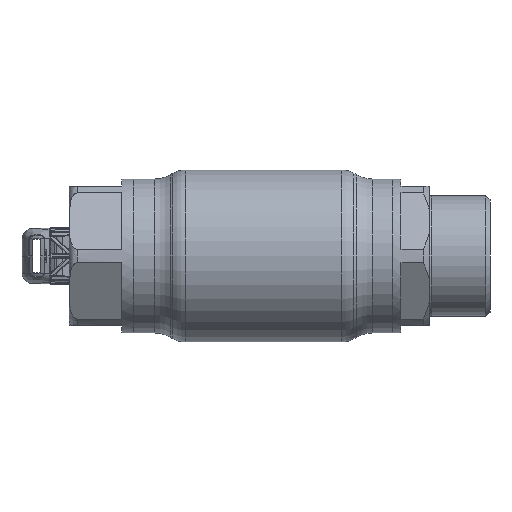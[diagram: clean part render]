
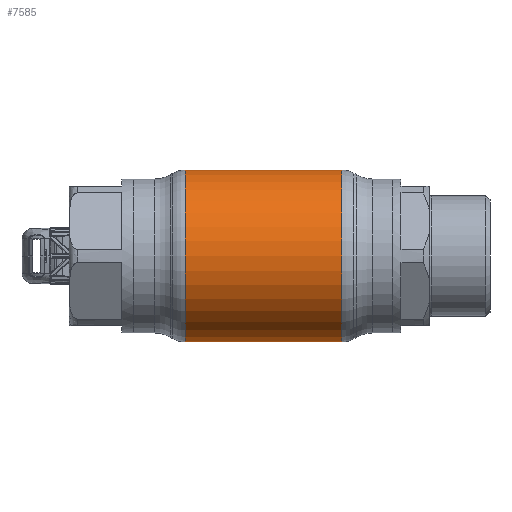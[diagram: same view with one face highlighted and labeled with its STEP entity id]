
A CAD part, front view. The second image highlights one B-rep face of the part: STEP entity #7585.
In plain terms, the highlighted cylindrical face has radius 42.5 mm (diameter 85 mm), a partial arc.
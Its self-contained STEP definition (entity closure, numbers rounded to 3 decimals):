
#255 = VECTOR ( 'NONE', #36207, 1000. ) ;
#1659 = VERTEX_POINT ( 'NONE', #47547 ) ;
#2273 = VERTEX_POINT ( 'NONE', #21363 ) ;
#2371 = CARTESIAN_POINT ( 'NONE',  ( -62.69, 0., -42.5 ) ) ;
#3667 = VERTEX_POINT ( 'NONE', #27659 ) ;
#5099 = AXIS2_PLACEMENT_3D ( 'NONE', #9388, #34119, #53023 ) ;
#5364 = EDGE_LOOP ( 'NONE', ( #41894, #51749, #53416, #29774 ) ) ;
#7585 = ADVANCED_FACE ( 'NONE', ( #54524 ), #27359, .T. ) ;
#9388 = CARTESIAN_POINT ( 'NONE',  ( -38.749, 0., 0. ) ) ;
#10589 = CARTESIAN_POINT ( 'NONE',  ( -62.69, 0., 0. ) ) ;
#16241 = LINE ( 'NONE', #2371, #255 ) ;
#20100 = AXIS2_PLACEMENT_3D ( 'NONE', #26730, #22265, #55938 ) ;
#20233 = DIRECTION ( 'NONE',  ( -1., 0., 0. ) ) ;
#21363 = CARTESIAN_POINT ( 'NONE',  ( -38.749, 0., -42.5 ) ) ;
#22265 = DIRECTION ( 'NONE',  ( -1., 0., 0. ) ) ;
#22540 = CARTESIAN_POINT ( 'NONE',  ( -38.749, 0., 42.5 ) ) ;
#24484 = CARTESIAN_POINT ( 'NONE',  ( -62.69, 0., 42.5 ) ) ;
#25618 = DIRECTION ( 'NONE',  ( 0., 0., 1. ) ) ;
#25869 = CIRCLE ( 'NONE', #20100, 42.5 ) ;
#26730 = CARTESIAN_POINT ( 'NONE',  ( 38.749, 0., 0. ) ) ;
#27359 = CYLINDRICAL_SURFACE ( 'NONE', #49231, 42.5 ) ;
#27659 = CARTESIAN_POINT ( 'NONE',  ( 38.749, 0., 42.5 ) ) ;
#27803 = EDGE_CURVE ( 'NONE', #1659, #3667, #25869, .T. ) ;
#28818 = VECTOR ( 'NONE', #20233, 1000. ) ;
#29774 = ORIENTED_EDGE ( 'NONE', *, *, #42119, .F. ) ;
#31459 = VERTEX_POINT ( 'NONE', #22540 ) ;
#32662 = CIRCLE ( 'NONE', #5099, 42.5 ) ;
#34119 = DIRECTION ( 'NONE',  ( -1., 0., 0. ) ) ;
#35439 = EDGE_CURVE ( 'NONE', #1659, #2273, #16241, .T. ) ;
#36207 = DIRECTION ( 'NONE',  ( -1., 0., 0. ) ) ;
#41894 = ORIENTED_EDGE ( 'NONE', *, *, #35439, .F. ) ;
#42119 = EDGE_CURVE ( 'NONE', #2273, #31459, #32662, .T. ) ;
#42341 = LINE ( 'NONE', #24484, #28818 ) ;
#47547 = CARTESIAN_POINT ( 'NONE',  ( 38.749, 0., -42.5 ) ) ;
#49231 = AXIS2_PLACEMENT_3D ( 'NONE', #10589, #58464, #25618 ) ;
#51749 = ORIENTED_EDGE ( 'NONE', *, *, #27803, .T. ) ;
#53023 = DIRECTION ( 'NONE',  ( 0., 0., 1. ) ) ;
#53416 = ORIENTED_EDGE ( 'NONE', *, *, #54912, .T. ) ;
#54524 = FACE_OUTER_BOUND ( 'NONE', #5364, .T. ) ;
#54912 = EDGE_CURVE ( 'NONE', #3667, #31459, #42341, .T. ) ;
#55938 = DIRECTION ( 'NONE',  ( 0., 0., 1. ) ) ;
#58464 = DIRECTION ( 'NONE',  ( -1., 0., 0. ) ) ;
